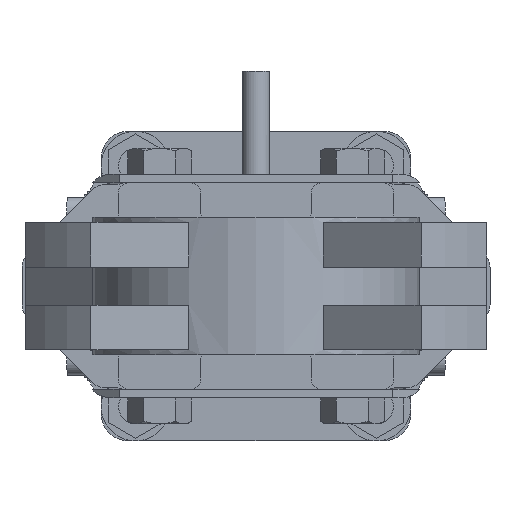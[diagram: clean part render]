
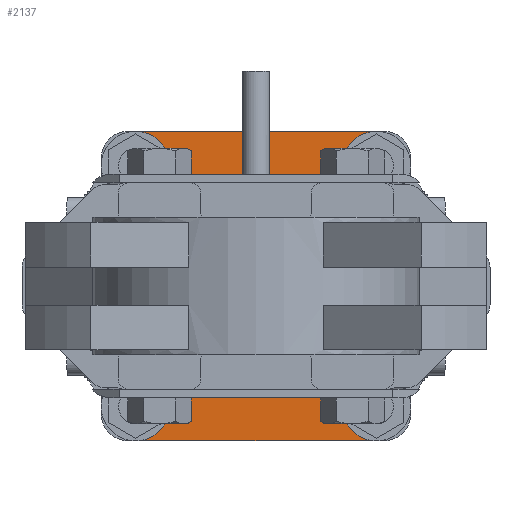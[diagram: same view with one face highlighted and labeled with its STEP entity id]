
A CAD part, front view. The second image highlights one B-rep face of the part: STEP entity #2137.
In plain terms, the highlighted planar face has unit normal (0, -1, 0).
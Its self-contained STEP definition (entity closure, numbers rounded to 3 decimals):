
#2137 = ADVANCED_FACE( '', ( #4703 ), #4704, .T. );
#4703 = FACE_OUTER_BOUND( '', #9863, .T. );
#4704 = PLANE( '', #9864 );
#9863 = EDGE_LOOP( '', ( #16944, #16945, #16946, #16947, #16948, #16949, #16950, #16951, #16952, #16953, #16954, #16955, #16956, #16957, #16958, #16959 ) );
#9864 = AXIS2_PLACEMENT_3D( '', #16960, #16961, #16962 );
#16944 = ORIENTED_EDGE( '', *, *, #21264, .F. );
#16945 = ORIENTED_EDGE( '', *, *, #20738, .F. );
#16946 = ORIENTED_EDGE( '', *, *, #19707, .F. );
#16947 = ORIENTED_EDGE( '', *, *, #19264, .F. );
#16948 = ORIENTED_EDGE( '', *, *, #20864, .F. );
#16949 = ORIENTED_EDGE( '', *, *, #20990, .F. );
#16950 = ORIENTED_EDGE( '', *, *, #20388, .F. );
#16951 = ORIENTED_EDGE( '', *, *, #19866, .F. );
#16952 = ORIENTED_EDGE( '', *, *, #21265, .F. );
#16953 = ORIENTED_EDGE( '', *, *, #21104, .F. );
#16954 = ORIENTED_EDGE( '', *, *, #19681, .T. );
#16955 = ORIENTED_EDGE( '', *, *, #21114, .F. );
#16956 = ORIENTED_EDGE( '', *, *, #21344, .F. );
#16957 = ORIENTED_EDGE( '', *, *, #20719, .F. );
#16958 = ORIENTED_EDGE( '', *, *, #21303, .T. );
#16959 = ORIENTED_EDGE( '', *, *, #21101, .F. );
#16960 = CARTESIAN_POINT( '', ( -36.246, 256., -36.246 ) );
#16961 = DIRECTION( '', ( 0., -1., 0. ) );
#16962 = DIRECTION( '', ( 0., 0., -1. ) );
#19264 = EDGE_CURVE( '', #22374, #22373, #22376, .T. );
#19681 = EDGE_CURVE( 'NONE', #23081, #23082, #23083, .T. );
#19707 = EDGE_CURVE( '', #22373, #23126, #23127, .T. );
#19866 = EDGE_CURVE( '', #23379, #23378, #23381, .T. );
#20388 = EDGE_CURVE( '', #23378, #24192, #24193, .T. );
#20719 = EDGE_CURVE( 'NONE', #24675, #24678, #24679, .T. );
#20738 = EDGE_CURVE( '', #23126, #24164, #24703, .T. );
#20864 = EDGE_CURVE( '', #24879, #22374, #24881, .T. );
#20990 = EDGE_CURVE( 'NONE', #24192, #24879, #25049, .T. );
#21101 = EDGE_CURVE( '', #25186, #25189, #25190, .T. );
#21104 = EDGE_CURVE( 'NONE', #23081, #25187, #25193, .T. );
#21114 = EDGE_CURVE( 'NONE', #25205, #23082, #25208, .T. );
#21264 = EDGE_CURVE( '', #24164, #25186, #25401, .T. );
#21265 = EDGE_CURVE( '', #25187, #23379, #25402, .T. );
#21303 = EDGE_CURVE( 'NONE', #24675, #25189, #25447, .T. );
#21344 = EDGE_CURVE( 'NONE', #24678, #25205, #25493, .T. );
#22373 = VERTEX_POINT( '', #26981 );
#22374 = VERTEX_POINT( '', #26982 );
#22376 = CIRCLE( '', #26984, 10. );
#23081 = VERTEX_POINT( 'NONE', #28354 );
#23082 = VERTEX_POINT( 'NONE', #28355 );
#23083 = CIRCLE( '', #28356, 25. );
#23126 = VERTEX_POINT( '', #28421 );
#23127 = LINE( '', #28422, #28423 );
#23378 = VERTEX_POINT( '', #28894 );
#23379 = VERTEX_POINT( '', #28895 );
#23381 = CIRCLE( '', #28897, 10. );
#24164 = VERTEX_POINT( '', #30469 );
#24192 = VERTEX_POINT( '', #30527 );
#24193 = LINE( '', #30528, #30529 );
#24675 = VERTEX_POINT( 'NONE', #31717 );
#24678 = VERTEX_POINT( 'NONE', #31721 );
#24679 = LINE( '', #31722, #31723 );
#24703 = CIRCLE( '', #31752, 10. );
#24879 = VERTEX_POINT( '', #32023 );
#24881 = LINE( '', #32026, #32027 );
#25049 = CIRCLE( '', #32361, 10. );
#25186 = VERTEX_POINT( '', #32560 );
#25187 = VERTEX_POINT( '', #32561 );
#25189 = VERTEX_POINT( 'NONE', #32563 );
#25190 = LINE( '', #32564, #32565 );
#25193 = LINE( '', #32616, #32617 );
#25205 = VERTEX_POINT( 'NONE', #32632 );
#25208 = LINE( '', #32636, #32637 );
#25401 = LINE( '', #33015, #33016 );
#25402 = LINE( '', #33017, #33018 );
#25447 = CIRCLE( '', #33222, 25. );
#25493 = CIRCLE( '', #33284, 5. );
#26981 = CARTESIAN_POINT( '', ( -35., 256., 45. ) );
#26982 = CARTESIAN_POINT( '', ( -45., 256., 35. ) );
#26984 = AXIS2_PLACEMENT_3D( '', #34978, #34979, #34980 );
#28354 = CARTESIAN_POINT( '', ( 21.564, 256., -12.649 ) );
#28355 = CARTESIAN_POINT( '', ( -24.495, 256., -5. ) );
#28356 = AXIS2_PLACEMENT_3D( '', #35422, #35423, #35424 );
#28421 = CARTESIAN_POINT( '', ( 35., 256., 45. ) );
#28422 = CARTESIAN_POINT( '', ( -36.246, 256., 45. ) );
#28423 = VECTOR( '', #35458, 1000. );
#28894 = CARTESIAN_POINT( '', ( 35., 256., -45. ) );
#28895 = CARTESIAN_POINT( '', ( 45., 256., -35. ) );
#28897 = AXIS2_PLACEMENT_3D( '', #35622, #35623, #35624 );
#30469 = CARTESIAN_POINT( '', ( 45., 256., 35. ) );
#30527 = CARTESIAN_POINT( '', ( -35., 256., -45. ) );
#30528 = CARTESIAN_POINT( '', ( -36.246, 256., -45. ) );
#30529 = VECTOR( '', #36222, 1000. );
#31717 = CARTESIAN_POINT( '', ( -24.495, 256., 5. ) );
#31721 = CARTESIAN_POINT( '', ( -32.495, 256., 5. ) );
#31722 = CARTESIAN_POINT( '', ( -32.495, 256., 5. ) );
#31723 = VECTOR( '', #36591, 1000. );
#31752 = AXIS2_PLACEMENT_3D( '', #36615, #36616, #36617 );
#32023 = CARTESIAN_POINT( '', ( -45., 256., -35. ) );
#32026 = CARTESIAN_POINT( '', ( -45., 256., -36.246 ) );
#32027 = VECTOR( '', #36740, 1000. );
#32361 = AXIS2_PLACEMENT_3D( '', #36845, #36846, #36847 );
#32560 = CARTESIAN_POINT( '', ( 45., 256., 12.649 ) );
#32561 = CARTESIAN_POINT( '', ( 45., 256., -12.649 ) );
#32563 = CARTESIAN_POINT( '', ( 21.564, 256., 12.649 ) );
#32564 = CARTESIAN_POINT( '', ( -63.8, 256., 12.649 ) );
#32565 = VECTOR( '', #36952, 1000. );
#32616 = CARTESIAN_POINT( '', ( -63.8, 256., -12.649 ) );
#32617 = VECTOR( '', #36953, 1000. );
#32632 = CARTESIAN_POINT( '', ( -32.495, 256., -5. ) );
#32636 = CARTESIAN_POINT( '', ( -24.495, 256., -5. ) );
#32637 = VECTOR( '', #36964, 1000. );
#33015 = CARTESIAN_POINT( '', ( 45., 256., -36.246 ) );
#33016 = VECTOR( '', #37101, 1000. );
#33017 = CARTESIAN_POINT( '', ( 45., 256., -36.246 ) );
#33018 = VECTOR( '', #37102, 1000. );
#33222 = AXIS2_PLACEMENT_3D( '', #37134, #37135, #37136 );
#33284 = AXIS2_PLACEMENT_3D( '', #37165, #37166, #37167 );
#34978 = CARTESIAN_POINT( '', ( -35., 256., 35. ) );
#34979 = DIRECTION( '', ( 0., -1., 0. ) );
#34980 = DIRECTION( '', ( 0., 0., -1. ) );
#35422 = CARTESIAN_POINT( '', ( 0., 256., 0. ) );
#35423 = DIRECTION( '', ( 0., 1., 0. ) );
#35424 = DIRECTION( '', ( 0., 0., 1. ) );
#35458 = DIRECTION( '', ( 1., 0., 0. ) );
#35622 = CARTESIAN_POINT( '', ( 35., 256., -35. ) );
#35623 = DIRECTION( '', ( 0., -1., 0. ) );
#35624 = DIRECTION( '', ( 0., 0., -1. ) );
#36222 = DIRECTION( '', ( -1., 0., 0. ) );
#36591 = DIRECTION( '', ( -1., 0., 0. ) );
#36615 = CARTESIAN_POINT( '', ( 35., 256., 35. ) );
#36616 = DIRECTION( '', ( 0., -1., 0. ) );
#36617 = DIRECTION( '', ( 0., 0., -1. ) );
#36740 = DIRECTION( '', ( 0., 0., 1. ) );
#36845 = CARTESIAN_POINT( '', ( -35., 256., -35. ) );
#36846 = DIRECTION( '', ( 0., -1., 0. ) );
#36847 = DIRECTION( '', ( 0., 0., -1. ) );
#36952 = DIRECTION( '', ( -1., 0., 0. ) );
#36953 = DIRECTION( '', ( 1., 0., 0. ) );
#36964 = DIRECTION( '', ( 1., 0., 0. ) );
#37101 = DIRECTION( '', ( 0., 0., -1. ) );
#37102 = DIRECTION( '', ( 0., 0., -1. ) );
#37134 = CARTESIAN_POINT( '', ( 0., 256., 0. ) );
#37135 = DIRECTION( '', ( 0., 1., 0. ) );
#37136 = DIRECTION( '', ( 0., 0., 1. ) );
#37165 = CARTESIAN_POINT( '', ( -32.495, 256., 0. ) );
#37166 = DIRECTION( '', ( 0., -1., 0. ) );
#37167 = DIRECTION( '', ( 0., 0., -1. ) );
